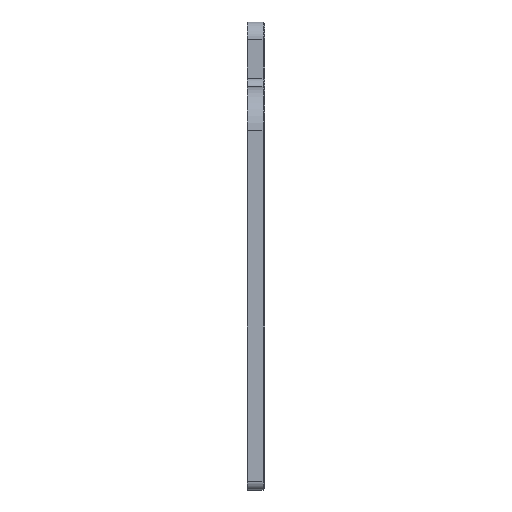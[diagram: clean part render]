
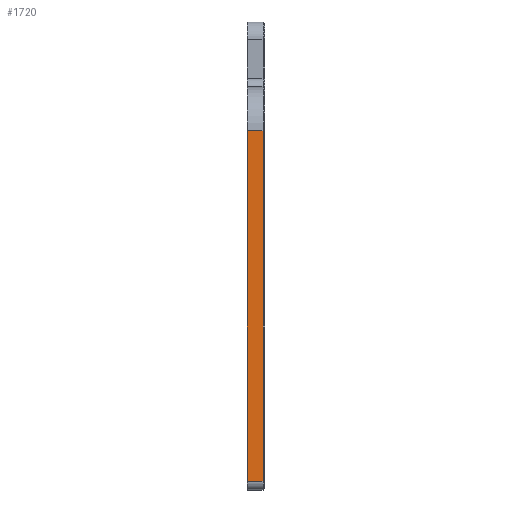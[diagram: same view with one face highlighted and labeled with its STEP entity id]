
A CAD part, left-side view. The second image highlights one B-rep face of the part: STEP entity #1720.
In plain terms, the highlighted planar face has unit normal (-1, 0, 0).
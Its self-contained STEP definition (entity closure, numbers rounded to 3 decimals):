
#72=DIRECTION('',(0.,0.,-1.));
#73=VECTOR('',#72,200.3);
#74=CARTESIAN_POINT('',(-194.,-35.,-31.7));
#75=LINE('',#74,#73);
#583=DIRECTION('',(0.,0.,-1.));
#584=VECTOR('',#583,200.3);
#585=CARTESIAN_POINT('',(-194.,-44.,
-31.7));
#586=LINE('',#585,#584);
#587=DIRECTION('',(0.,1.,0.));
#588=VECTOR('',#587,9.);
#589=CARTESIAN_POINT('',(-194.,-44.,
-232.));
#590=LINE('',#589,#588);
#591=DIRECTION('',(0.,1.,0.));
#592=VECTOR('',#591,9.);
#593=CARTESIAN_POINT('',(-194.,-44.,
-31.7));
#594=LINE('',#593,#592);
#837=CARTESIAN_POINT('',(-194.,-35.,-232.));
#839=VERTEX_POINT('',#837);
#880=CARTESIAN_POINT('',(-194.,-44.,
-31.7));
#881=CARTESIAN_POINT('',(-194.,-44.,
-232.));
#882=VERTEX_POINT('',#880);
#883=VERTEX_POINT('',#881);
#980=CARTESIAN_POINT('',(-194.,-35.,-31.7));
#982=VERTEX_POINT('',#980);
#1708=CARTESIAN_POINT('',(-194.,-35.,-6.7));
#1709=DIRECTION('',(-1.,0.,0.));
#1710=DIRECTION('',(0.,0.,-1.));
#1711=AXIS2_PLACEMENT_3D('',#1708,#1709,#1710);
#1712=PLANE('',#1711);
#1713=ORIENTED_EDGE('',*,*,#1478,.T.);
#1715=ORIENTED_EDGE('',*,*,#1714,.T.);
#1716=ORIENTED_EDGE('',*,*,#1075,.F.);
#1717=ORIENTED_EDGE('',*,*,#1700,.F.);
#1718=EDGE_LOOP('',(#1713,#1715,#1716,#1717));
#1719=FACE_OUTER_BOUND('',#1718,.F.);
#1075=EDGE_CURVE('',#982,#839,#75,.T.);
#1478=EDGE_CURVE('',#882,#883,#586,.T.);
#1700=EDGE_CURVE('',#882,#982,#594,.T.);
#1714=EDGE_CURVE('',#883,#839,#590,.T.);
#1720=ADVANCED_FACE('',(#1719),#1712,.T.);
